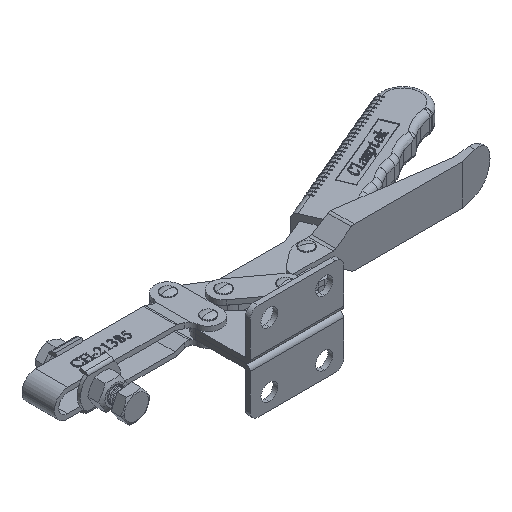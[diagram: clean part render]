
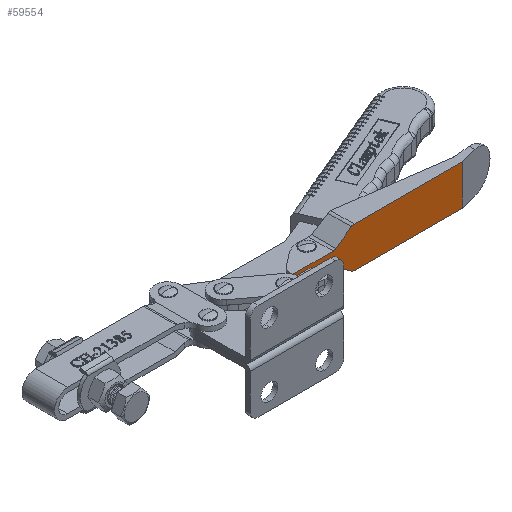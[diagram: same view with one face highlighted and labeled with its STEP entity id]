
A CAD part, isometric view. The second image highlights one B-rep face of the part: STEP entity #59554.
In plain terms, the highlighted planar face has unit normal (0, -1, 0).
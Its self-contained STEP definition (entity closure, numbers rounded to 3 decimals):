
#5868 = DIRECTION ( 'NONE',  ( 0., 0., 1. ) ) ;
#5869 = DIRECTION ( 'NONE',  ( 0., 1., 0. ) ) ;
#5870 = CARTESIAN_POINT ( 'NONE',  ( 25.021, 0., 5. ) ) ;
#5871 = AXIS2_PLACEMENT_3D ( 'NONE', #5870, #5869, #5868 ) ;
#5872 = CIRCLE ( 'NONE', #5871, 3. ) ;
#5873 = CARTESIAN_POINT ( 'NONE',  ( 26.776, 0., 7.433 ) ) ;
#5874 = DIRECTION ( 'NONE',  ( 0.811, 0., -0.585 ) ) ;
#5875 = VECTOR ( 'NONE', #5874, 1000. ) ;
#5876 = CARTESIAN_POINT ( 'NONE',  ( 26.776, 0., 7.433 ) ) ;
#5877 = LINE ( 'NONE', #5876, #5875 ) ;
#5878 = CARTESIAN_POINT ( 'NONE',  ( 36.294, 0., 0.567 ) ) ;
#5910 = DIRECTION ( 'NONE',  ( 0., 0., 1. ) ) ;
#5911 = DIRECTION ( 'NONE',  ( 0., 1., 0. ) ) ;
#5912 = CARTESIAN_POINT ( 'NONE',  ( 0., 0., 25. ) ) ;
#5913 = AXIS2_PLACEMENT_3D ( 'NONE', #5912, #5911, #5910 ) ;
#5914 = PLANE ( 'NONE',  #5913 ) ;
#5915 = FACE_OUTER_BOUND ( 'NONE', #59556, .T. ) ;
#5927 = DIRECTION ( 'NONE',  ( -1., 0., 0. ) ) ;
#5928 = VECTOR ( 'NONE', #5927, 1000. ) ;
#5929 = CARTESIAN_POINT ( 'NONE',  ( 0., 0., 17. ) ) ;
#5930 = LINE ( 'NONE', #5929, #5928 ) ;
#5931 = CARTESIAN_POINT ( 'NONE',  ( 25.021, 0., 8. ) ) ;
#5932 = DIRECTION ( 'NONE',  ( 1., 0., 0. ) ) ;
#5933 = VECTOR ( 'NONE', #5932, 1000. ) ;
#5934 = CARTESIAN_POINT ( 'NONE',  ( 0., 0., 8. ) ) ;
#5935 = LINE ( 'NONE', #5934, #5933 ) ;
#5936 = CARTESIAN_POINT ( 'NONE',  ( 25.021, 0., 17. ) ) ;
#6159 = DIRECTION ( 'NONE',  ( 0., 0., -1. ) ) ;
#6160 = VECTOR ( 'NONE', #6159, 1000. ) ;
#6161 = CARTESIAN_POINT ( 'NONE',  ( 105.18, 0., 25. ) ) ;
#6162 = LINE ( 'NONE', #6161, #6160 ) ;
#6163 = DIRECTION ( 'NONE',  ( 0., 0., -1. ) ) ;
#6164 = DIRECTION ( 'NONE',  ( 0., -1., 0. ) ) ;
#6165 = CARTESIAN_POINT ( 'NONE',  ( 38.049, 0., 3. ) ) ;
#6166 = AXIS2_PLACEMENT_3D ( 'NONE', #6165, #6164, #6163 ) ;
#6167 = CIRCLE ( 'NONE', #6166, 3. ) ;
#6698 = CARTESIAN_POINT ( 'NONE',  ( 36.294, 0., 24.433 ) ) ;
#6700 = DIRECTION ( 'NONE',  ( 0., 0., 1. ) ) ;
#6702 = DIRECTION ( 'NONE',  ( 0., -1., 0. ) ) ;
#6704 = AXIS2_PLACEMENT_3D ( 'NONE', #6717, #6702, #6700 ) ;
#6706 = CIRCLE ( 'NONE', #6704, 3. ) ;
#6717 = CARTESIAN_POINT ( 'NONE',  ( 38.049, 0., 22. ) ) ;
#6953 = CARTESIAN_POINT ( 'NONE',  ( 26.776, 0., 17.567 ) ) ;
#7269 = DIRECTION ( 'NONE',  ( -0.811, 0., -0.585 ) ) ;
#7271 = VECTOR ( 'NONE', #7269, 1000. ) ;
#7273 = CARTESIAN_POINT ( 'NONE',  ( 26.776, 0., 17.567 ) ) ;
#7275 = LINE ( 'NONE', #7273, #7271 ) ;
#7352 = DIRECTION ( 'NONE',  ( 0., 0., -1. ) ) ;
#7353 = DIRECTION ( 'NONE',  ( 0., 1., 0. ) ) ;
#7355 = AXIS2_PLACEMENT_3D ( 'NONE', #7367, #7353, #7352 ) ;
#7356 = CIRCLE ( 'NONE', #7355, 3. ) ;
#7367 = CARTESIAN_POINT ( 'NONE',  ( 25.021, 0., 20. ) ) ;
#11717 = VERTEX_POINT ( 'NONE', #75869 ) ;
#11718 = VERTEX_POINT ( 'NONE', #75868 ) ;
#11724 = VERTEX_POINT ( 'NONE', #75858 ) ;
#11726 = EDGE_CURVE ( 'NONE', #11718, #11724, #75857, .T. ) ;
#11742 = EDGE_CURVE ( 'NONE', #11745, #11717, #75884, .T. ) ;
#11745 = VERTEX_POINT ( 'NONE', #75876 ) ;
#35276 = CARTESIAN_POINT ( 'NONE',  ( 105.18, 0., 25. ) ) ;
#35277 = DIRECTION ( 'NONE',  ( 1., 0., 0. ) ) ;
#35278 = VECTOR ( 'NONE', #35277, 1000. ) ;
#35279 = CARTESIAN_POINT ( 'NONE',  ( 0., 0., 25. ) ) ;
#35280 = LINE ( 'NONE', #35279, #35278 ) ;
#35281 = CARTESIAN_POINT ( 'NONE',  ( 38.049, 0., 25. ) ) ;
#54678 = VERTEX_POINT ( 'NONE', #35281 ) ;
#54680 = EDGE_CURVE ( 'NONE', #54678, #54681, #35280, .T. ) ;
#54681 = VERTEX_POINT ( 'NONE', #35276 ) ;
#59535 = ORIENTED_EDGE ( 'NONE', *, *, #59537, .T. ) ;
#59536 = VERTEX_POINT ( 'NONE', #5878 ) ;
#59537 = EDGE_CURVE ( 'NONE', #59543, #59536, #5877, .T. ) ;
#59539 = ORIENTED_EDGE ( 'NONE', *, *, #59680, .T. ) ;
#59540 = ORIENTED_EDGE ( 'NONE', *, *, #59547, .T. ) ;
#59541 = ORIENTED_EDGE ( 'NONE', *, *, #59542, .T. ) ;
#59542 = EDGE_CURVE ( 'NONE', #59548, #59543, #5872, .T. ) ;
#59543 = VERTEX_POINT ( 'NONE', #5873 ) ;
#59545 = ORIENTED_EDGE ( 'NONE', *, *, #11726, .T. ) ;
#59546 = VERTEX_POINT ( 'NONE', #5936 ) ;
#59547 = EDGE_CURVE ( 'NONE', #11724, #59548, #5935, .T. ) ;
#59548 = VERTEX_POINT ( 'NONE', #5931 ) ;
#59549 = EDGE_CURVE ( 'NONE', #59546, #11718, #5930, .T. ) ;
#59554 = ADVANCED_FACE ( 'NONE', ( #5915 ), #5914, .F. ) ;
#59555 = ORIENTED_EDGE ( 'NONE', *, *, #59549, .T. ) ;
#59556 = EDGE_LOOP ( 'NONE', ( #59555, #59545, #59540, #59541, #59535, #59539, #59686, #59683, #59689, #59839, #59948, #60038 ) ) ;
#59680 = EDGE_CURVE ( 'NONE', #59536, #11745, #6167, .T. ) ;
#59683 = ORIENTED_EDGE ( 'NONE', *, *, #59684, .F. ) ;
#59684 = EDGE_CURVE ( 'NONE', #54681, #11717, #6162, .T. ) ;
#59686 = ORIENTED_EDGE ( 'NONE', *, *, #11742, .T. ) ;
#59689 = ORIENTED_EDGE ( 'NONE', *, *, #54680, .F. ) ;
#59839 = ORIENTED_EDGE ( 'NONE', *, *, #59841, .T. ) ;
#59841 = EDGE_CURVE ( 'NONE', #54678, #59843, #6706, .T. ) ;
#59843 = VERTEX_POINT ( 'NONE', #6698 ) ;
#59948 = ORIENTED_EDGE ( 'NONE', *, *, #60019, .T. ) ;
#59950 = VERTEX_POINT ( 'NONE', #6953 ) ;
#60019 = EDGE_CURVE ( 'NONE', #59843, #59950, #7275, .T. ) ;
#60038 = ORIENTED_EDGE ( 'NONE', *, *, #60040, .T. ) ;
#60040 = EDGE_CURVE ( 'NONE', #59950, #59546, #7356, .T. ) ;
#75854 = DIRECTION ( 'NONE',  ( 0., 0., -1. ) ) ;
#75855 = VECTOR ( 'NONE', #75854, 1000. ) ;
#75856 = CARTESIAN_POINT ( 'NONE',  ( 0., 0., 25. ) ) ;
#75857 = LINE ( 'NONE', #75856, #75855 ) ;
#75858 = CARTESIAN_POINT ( 'NONE',  ( 0., 0., 8. ) ) ;
#75868 = CARTESIAN_POINT ( 'NONE',  ( 0., 0., 17. ) ) ;
#75869 = CARTESIAN_POINT ( 'NONE',  ( 105.18, 0., 0. ) ) ;
#75876 = CARTESIAN_POINT ( 'NONE',  ( 38.049, 0., 0. ) ) ;
#75881 = DIRECTION ( 'NONE',  ( 1., 0., 0. ) ) ;
#75882 = VECTOR ( 'NONE', #75881, 1000. ) ;
#75883 = CARTESIAN_POINT ( 'NONE',  ( 0., 0., 0. ) ) ;
#75884 = LINE ( 'NONE', #75883, #75882 ) ;
